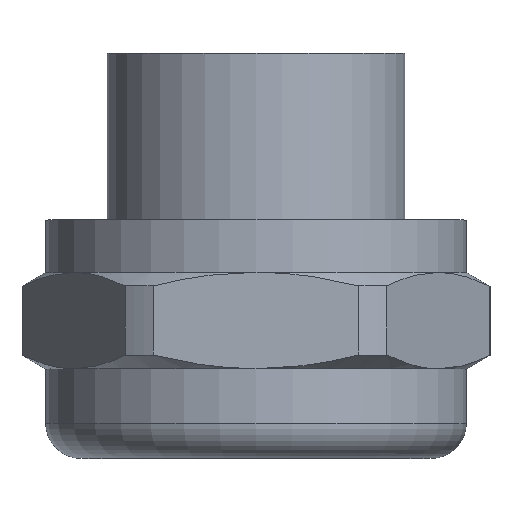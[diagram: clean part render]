
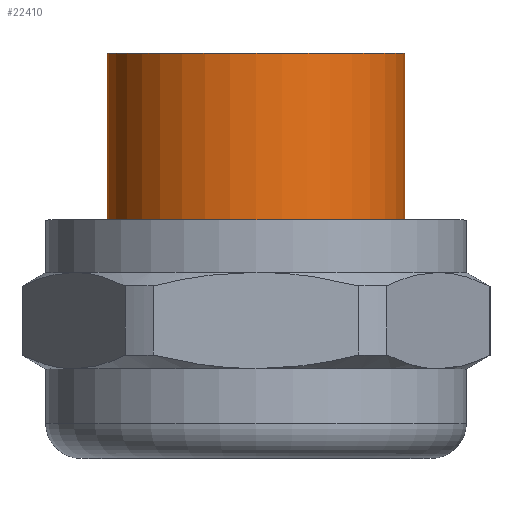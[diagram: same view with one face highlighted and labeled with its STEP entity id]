
A CAD part, top view. The second image highlights one B-rep face of the part: STEP entity #22410.
In plain terms, the highlighted cylindrical face has radius 8.5 mm (diameter 17 mm), a partial arc.
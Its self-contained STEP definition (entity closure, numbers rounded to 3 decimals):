
#21580=CARTESIAN_POINT('',(0.,0.,23.1));
#21590=DIRECTION('',(0.,0.,1.));
#21600=DIRECTION('',(1.,0.,0.));
#21610=AXIS2_PLACEMENT_3D('',#21580,#21590,#21600);
#21620=CIRCLE('',#21610,8.5);
#21630=CARTESIAN_POINT('',(8.5,0.,23.1));
#21640=VERTEX_POINT('',#21630);
#21650=CARTESIAN_POINT('',(-8.5,0.,23.1));
#21660=VERTEX_POINT('',#21650);
#21690=EDGE_CURVE('',#21660,#21640,#21620,.T.);
#22100=CARTESIAN_POINT('',(0.,0.,15.1));
#22110=DIRECTION('',(0.,0.,1.));
#22120=DIRECTION('',(1.,0.,0.));
#22130=AXIS2_PLACEMENT_3D('',#22100,#22110,#22120);
#22140=CYLINDRICAL_SURFACE('',#22130,8.5);
#22150=CARTESIAN_POINT('',(-8.5,0.,15.1));
#22160=DIRECTION('',(0.,0.,1.));
#22170=VECTOR('',#22160,1.);
#22180=LINE('',#22150,#22170);
#22190=CARTESIAN_POINT('',(-8.5,0.,7.1));
#22200=VERTEX_POINT('',#22190);
#22210=EDGE_CURVE('',#22200,#21660,#22180,.T.);
#22220=ORIENTED_EDGE('',*,*,#22210,.F.);
#22230=ORIENTED_EDGE('',*,*,#21690,.F.);
#22240=CARTESIAN_POINT('',(8.5,0.,15.1));
#22250=DIRECTION('',(0.,0.,1.));
#22260=VECTOR('',#22250,1.);
#22270=LINE('',#22240,#22260);
#22280=CARTESIAN_POINT('',(8.5,0.,7.1));
#22290=VERTEX_POINT('',#22280);
#22300=EDGE_CURVE('',#22290,#21640,#22270,.T.);
#22310=ORIENTED_EDGE('',*,*,#22300,.T.);
#22320=CARTESIAN_POINT('',(0.,0.,7.1));
#22330=DIRECTION('',(0.,0.,1.));
#22340=DIRECTION('',(1.,0.,0.));
#22350=AXIS2_PLACEMENT_3D('',#22320,#22330,#22340);
#22360=CIRCLE('',#22350,8.5);
#22370=EDGE_CURVE('',#22200,#22290,#22360,.T.);
#22380=ORIENTED_EDGE('',*,*,#22370,.T.);
#22390=EDGE_LOOP('',(#22380,#22310,#22230,#22220));
#22400=FACE_OUTER_BOUND('',#22390,.T.);
#22410=ADVANCED_FACE('',(#22400),#22140,.T.);
